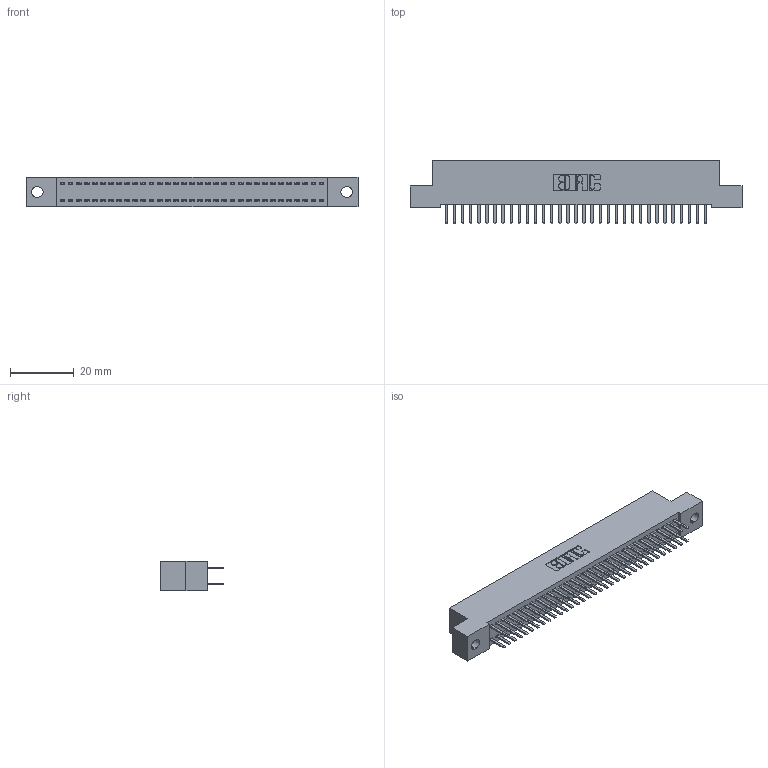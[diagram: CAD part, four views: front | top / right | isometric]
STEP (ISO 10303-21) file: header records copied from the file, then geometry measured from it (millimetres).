
FILE_DESCRIPTION (( 'STEP AP203' ), '1' );
FILE_NAME ('392-066-520-202.STEP', '2019-10-09T11:03:32', ( '' ), ( '' ), 'SwSTEP 2.0', 'SolidWorks 2016', '' );
FILE_SCHEMA (( 'CONFIG_CONTROL_DESIGN' ));
Length unit declared in the file: inch
Products named in the file (3): 342 Part_.128 Slot; 345-292-001_345-293-120; 392-066-520-202
Assembly tree (67 placements, depth 2):
  392-066-520-202
    342 Part_.128 Slot
    345-292-001_345-293-120  x66
Bounding box: 104.14 x 20.02 x 9.4 mm (x, y, z)
Volume: 9233.2 mm3; surface area: 14498.6 mm2
Topology: 67 solids, 67 shells, 3810 faces, 11069 edges, 7202 vertices
Faces by surface type: plane 2578, cylinder 1232
Entity records: 22511 total; most frequent: CARTESIAN_POINT 3754, ORIENTED_EDGE 3678, DIRECTION 3211, EDGE_CURVE 1839, LINE 1707, VECTOR 1707, VERTEX_POINT 1222, AXIS2_PLACEMENT_3D 752
